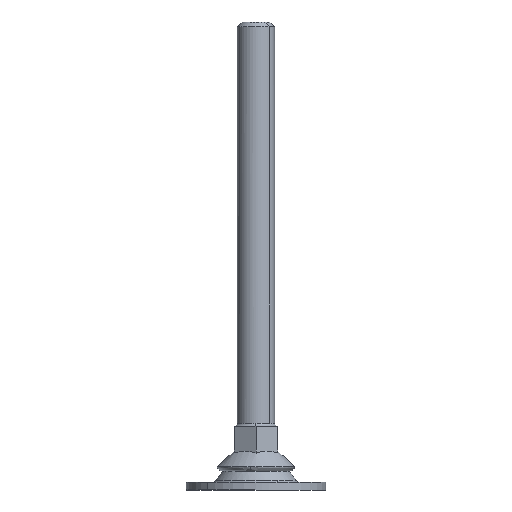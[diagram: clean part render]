
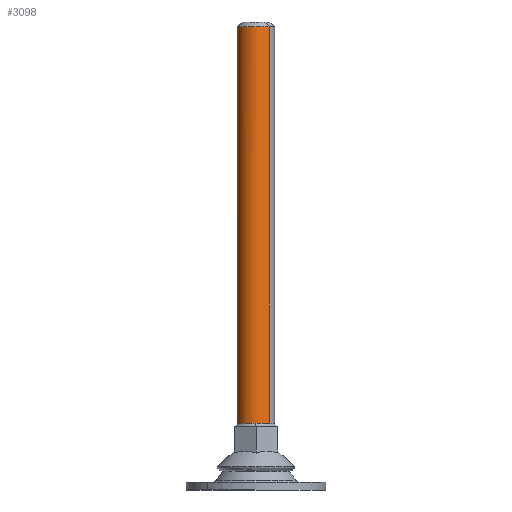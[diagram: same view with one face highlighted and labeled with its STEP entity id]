
A CAD part, left-side view. The second image highlights one B-rep face of the part: STEP entity #3098.
In plain terms, the highlighted free-form (B-spline) face has degree [2, 1] with [7, 2] control points.
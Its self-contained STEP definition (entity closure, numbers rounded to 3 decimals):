
#2920=CARTESIAN_POINT('',(4.28,4.206,148.999));
#2921=VERTEX_POINT('',#2920);
#2927=CARTESIAN_POINT('',(0.,6.,149.0));
#2928=VERTEX_POINT('',#2927);
#2929=CARTESIAN_POINT('',(0.,6.,149.0));
#2930=CARTESIAN_POINT('',(0.596,6.,149.));
#2931=CARTESIAN_POINT('',(1.489,5.866,149.));
#2932=CARTESIAN_POINT('',(2.973,5.287,148.999));
#2933=CARTESIAN_POINT('',(3.793,4.702,148.999));
#2934=CARTESIAN_POINT('',(4.28,4.206,148.999));
#2935=B_SPLINE_CURVE_WITH_KNOTS('',3,(#2929,#2930,#2931,#2932,#2933,#2934),.UNSPECIFIED.,.F.,.U.,(4,1,1,4),(0.,1.787,2.68,4.765),.UNSPECIFIED.);
#2936=EDGE_CURVE('',#2928,#2921,#2935,.T.);
#2938=CARTESIAN_POINT('',(-6.0,0.0,149.0));
#2939=VERTEX_POINT('',#2938);
#2940=CARTESIAN_POINT('',(-6.0,0.0,149.0));
#2941=CARTESIAN_POINT('',(-6.,0.491,149.0));
#2942=CARTESIAN_POINT('',(-5.885,1.423,149.));
#2943=CARTESIAN_POINT('',(-5.429,2.65,149.));
#2944=CARTESIAN_POINT('',(-4.724,3.779,149.));
#2945=CARTESIAN_POINT('',(-3.785,4.73,149.));
#2946=CARTESIAN_POINT('',(-2.775,5.352,149.));
#2947=CARTESIAN_POINT('',(-1.546,5.852,149.));
#2948=CARTESIAN_POINT('',(-0.663,6.,149.));
#2949=CARTESIAN_POINT('',(0.,6.,149.0));
#2950=B_SPLINE_CURVE_WITH_KNOTS('',3,(#2940,#2941,#2942,#2943,#2944,#2945,#2946,#2947,#2948,#2949),.UNSPECIFIED.,.F.,.U.,(4,1,1,1,1,1,1,4),(0.,1.473,2.798,3.902,5.449,6.774,7.437,9.425),.UNSPECIFIED.);
#2951=EDGE_CURVE('',#2939,#2928,#2950,.T.);
#2953=CARTESIAN_POINT('',(-4.28,-4.206,148.999));
#2954=VERTEX_POINT('',#2953);
#2955=CARTESIAN_POINT('',(-4.28,-4.206,148.999));
#2956=CARTESIAN_POINT('',(-4.586,-3.894,148.999));
#2957=CARTESIAN_POINT('',(-5.1,-3.242,148.999));
#2958=CARTESIAN_POINT('',(-5.794,-1.844,149.));
#2959=CARTESIAN_POINT('',(-6.001,-0.728,149.));
#2960=CARTESIAN_POINT('',(-6.0,0.0,149.0));
#2961=B_SPLINE_CURVE_WITH_KNOTS('',3,(#2955,#2956,#2957,#2958,#2959,#2960),.UNSPECIFIED.,.F.,.U.,(4,1,1,4),(0.,1.311,2.476,4.66),.UNSPECIFIED.);
#2962=EDGE_CURVE('',#2954,#2939,#2961,.T.);
#3033=CARTESIAN_POINT('',(-4.046,-4.431,152.188));
#3034=CARTESIAN_POINT('',(-4.078,-4.402,152.188));
#3035=CARTESIAN_POINT('',(-8.481,-0.264,152.188));
#3036=CARTESIAN_POINT('',(-4.372,4.109,152.188));
#3037=CARTESIAN_POINT('',(-0.264,8.481,152.188));
#3038=CARTESIAN_POINT('',(4.226,4.262,152.188));
#3039=CARTESIAN_POINT('',(4.34,4.155,152.188));
#3040=CARTESIAN_POINT('',(-4.046,-4.431,18.233));
#3041=CARTESIAN_POINT('',(-4.078,-4.402,18.233));
#3042=CARTESIAN_POINT('',(-8.481,-0.264,18.233));
#3043=CARTESIAN_POINT('',(-4.372,4.109,18.233));
#3044=CARTESIAN_POINT('',(-0.264,8.481,18.233));
#3045=CARTESIAN_POINT('',(4.226,4.262,18.233));
#3046=CARTESIAN_POINT('',(4.34,4.155,18.233));
#3054=(BOUNDED_SURFACE()B_SPLINE_SURFACE(2,1,((#3033,#3040),(#3034,#3041),(#3035,#3042),(#3036,#3043),(#3037,#3044),(#3038,#3045),(#3039,#3046)),.UNSPECIFIED.,.F.,.F.,.U.)B_SPLINE_SURFACE_WITH_KNOTS((3,1,2,1,3),(2,2),(0.0,0.101,10.042,19.983,20.364),(0.0,133.955),.UNSPECIFIED.)GEOMETRIC_REPRESENTATION_ITEM()RATIONAL_B_SPLINE_SURFACE(((1.006,1.006),(1.003,1.003),(0.707,0.707),(1.0,1.0),(0.707,0.707),(1.011,1.011),(1.022,1.022)))REPRESENTATION_ITEM('')SURFACE());
#3055=ORIENTED_EDGE('',*,*,#2962,.T.);
#3056=ORIENTED_EDGE('',*,*,#2951,.T.);
#3057=ORIENTED_EDGE('',*,*,#2936,.T.);
#3058=CARTESIAN_POINT('',(4.109,4.372,21.5));
#3059=VERTEX_POINT('',#3058);
#3060=CARTESIAN_POINT('',(4.28,4.206,148.999));
#3061=CARTESIAN_POINT('',(4.109,4.372,21.5));
#3062=QUASI_UNIFORM_CURVE('',1,(#3060,#3061),.UNSPECIFIED.,.F.,.U.);
#3063=EDGE_CURVE('',#2921,#3059,#3062,.T.);
#3064=ORIENTED_EDGE('',*,*,#3063,.T.);
#3065=CARTESIAN_POINT('',(-6.,0.075,21.5));
#3066=VERTEX_POINT('',#3065);
#3067=CARTESIAN_POINT('',(4.109,4.372,21.5));
#3068=CARTESIAN_POINT('',(3.556,4.892,21.5));
#3069=CARTESIAN_POINT('',(2.22,5.739,21.5));
#3070=CARTESIAN_POINT('',(-0.175,6.165,21.5));
#3071=CARTESIAN_POINT('',(-2.331,5.659,21.5));
#3072=CARTESIAN_POINT('',(-3.678,4.788,21.5));
#3073=CARTESIAN_POINT('',(-4.516,3.988,21.5));
#3074=CARTESIAN_POINT('',(-5.242,3.035,21.5));
#3075=CARTESIAN_POINT('',(-5.837,1.663,21.5));
#3076=CARTESIAN_POINT('',(-5.993,0.581,21.5));
#3077=CARTESIAN_POINT('',(-6.,0.075,21.5));
#3078=B_SPLINE_CURVE_WITH_KNOTS('',3,(#3067,#3068,#3069,#3070,#3071,#3072,#3073,#3074,#3075,#3076,#3077),.UNSPECIFIED.,.F.,.U.,(4,1,1,1,1,1,1,1,4),(0.,2.276,4.661,7.154,8.779,9.43,10.622,12.356,13.874),.UNSPECIFIED.);
#3079=EDGE_CURVE('',#3059,#3066,#3078,.T.);
#3080=ORIENTED_EDGE('',*,*,#3079,.T.);
#3081=CARTESIAN_POINT('',(-4.109,-4.372,21.5));
#3082=VERTEX_POINT('',#3081);
#3083=CARTESIAN_POINT('',(-6.,0.075,21.5));
#3084=CARTESIAN_POINT('',(-6.01,-0.728,21.5));
#3085=CARTESIAN_POINT('',(-5.693,-2.389,21.5));
#3086=CARTESIAN_POINT('',(-4.732,-3.787,21.5));
#3087=CARTESIAN_POINT('',(-4.109,-4.372,21.5));
#3088=B_SPLINE_CURVE_WITH_KNOTS('',3,(#3083,#3084,#3085,#3086,#3087),.UNSPECIFIED.,.F.,.U.,(4,1,4),(0.,2.409,4.974),.UNSPECIFIED.);
#3089=EDGE_CURVE('',#3066,#3082,#3088,.T.);
#3090=ORIENTED_EDGE('',*,*,#3089,.T.);
#3091=CARTESIAN_POINT('',(-4.28,-4.206,148.999));
#3092=CARTESIAN_POINT('',(-4.109,-4.372,21.5));
#3093=QUASI_UNIFORM_CURVE('',1,(#3091,#3092),.UNSPECIFIED.,.F.,.U.);
#3094=EDGE_CURVE('',#2954,#3082,#3093,.T.);
#3095=ORIENTED_EDGE('',*,*,#3094,.F.);
#3096=EDGE_LOOP('',(#3055,#3056,#3057,#3064,#3080,#3090,#3095));
#3097=FACE_OUTER_BOUND('',#3096,.T.);
#3098=ADVANCED_FACE('',(#3097),#3054,.T.);
